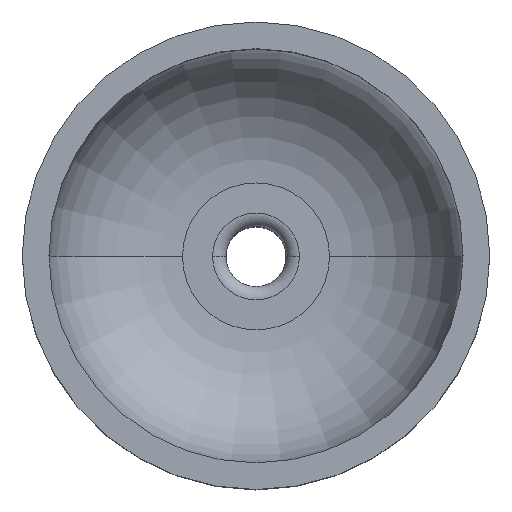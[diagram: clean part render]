
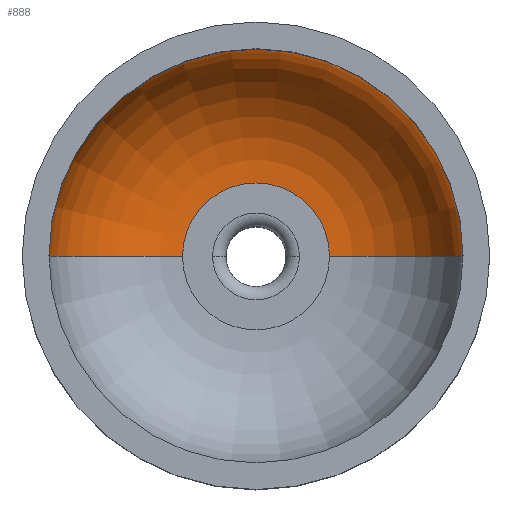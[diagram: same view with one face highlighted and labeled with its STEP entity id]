
A CAD part, top view. The second image highlights one B-rep face of the part: STEP entity #888.
In plain terms, the highlighted toroidal (fillet/blend) face has major radius 5.5 mm and minor radius 10 mm.
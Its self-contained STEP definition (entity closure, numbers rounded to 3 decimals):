
#5 = DIRECTION ( 'NONE',  ( 1., 0., 0. ) ) ;
#114 = AXIS2_PLACEMENT_3D ( 'NONE', #737, #583, #744 ) ;
#139 = CIRCLE ( 'NONE', #855, 10. ) ;
#159 = ORIENTED_EDGE ( 'NONE', *, *, #599, .F. ) ;
#184 = DIRECTION ( 'NONE',  ( 0., -1., 0. ) ) ;
#204 = VERTEX_POINT ( 'NONE', #627 ) ;
#251 = ORIENTED_EDGE ( 'NONE', *, *, #1014, .T. ) ;
#263 = DIRECTION ( 'NONE',  ( 0., 0., -1. ) ) ;
#268 = CARTESIAN_POINT ( 'NONE',  ( 15.5, 0., 11.107 ) ) ;
#292 = TOROIDAL_SURFACE ( 'NONE', #683, 5.5, 10. ) ;
#301 = CIRCLE ( 'NONE', #114, 5.5 ) ;
#357 = VERTEX_POINT ( 'NONE', #516 ) ;
#374 = CARTESIAN_POINT ( 'NONE',  ( 0., 0., 11.107 ) ) ;
#394 = EDGE_CURVE ( 'NONE', #357, #926, #880, .T. ) ;
#446 = EDGE_CURVE ( 'NONE', #357, #204, #301, .T. ) ;
#465 = EDGE_LOOP ( 'NONE', ( #159, #544, #846, #251 ) ) ;
#516 = CARTESIAN_POINT ( 'NONE',  ( 5.5, 0., 1.107 ) ) ;
#544 = ORIENTED_EDGE ( 'NONE', *, *, #446, .F. ) ;
#554 = CARTESIAN_POINT ( 'NONE',  ( -5.5, 0., 11.107 ) ) ;
#578 = CARTESIAN_POINT ( 'NONE',  ( 5.5, 0., 11.107 ) ) ;
#583 = DIRECTION ( 'NONE',  ( 0., 0., 1. ) ) ;
#599 = EDGE_CURVE ( 'NONE', #204, #796, #139, .T. ) ;
#627 = CARTESIAN_POINT ( 'NONE',  ( -5.5, 0., 1.107 ) ) ;
#683 = AXIS2_PLACEMENT_3D ( 'NONE', #374, #778, #1013 ) ;
#705 = DIRECTION ( 'NONE',  ( 0., 0., 1. ) ) ;
#731 = CIRCLE ( 'NONE', #768, 15.5 ) ;
#737 = CARTESIAN_POINT ( 'NONE',  ( 0., 0., 1.107 ) ) ;
#744 = DIRECTION ( 'NONE',  ( 1., 0., 0. ) ) ;
#768 = AXIS2_PLACEMENT_3D ( 'NONE', #787, #705, #5 ) ;
#778 = DIRECTION ( 'NONE',  ( 0., 0., 1. ) ) ;
#787 = CARTESIAN_POINT ( 'NONE',  ( 0., 0., 11.107 ) ) ;
#794 = DIRECTION ( 'NONE',  ( 0., 1., 0. ) ) ;
#796 = VERTEX_POINT ( 'NONE', #923 ) ;
#828 = AXIS2_PLACEMENT_3D ( 'NONE', #578, #184, #263 ) ;
#846 = ORIENTED_EDGE ( 'NONE', *, *, #394, .T. ) ;
#855 = AXIS2_PLACEMENT_3D ( 'NONE', #554, #794, #965 ) ;
#880 = CIRCLE ( 'NONE', #828, 10. ) ;
#888 = ADVANCED_FACE ( 'NONE', ( #1004 ), #292, .F. ) ;
#923 = CARTESIAN_POINT ( 'NONE',  ( -15.5, 0., 11.107 ) ) ;
#926 = VERTEX_POINT ( 'NONE', #268 ) ;
#965 = DIRECTION ( 'NONE',  ( -1., 0., 0. ) ) ;
#1004 = FACE_OUTER_BOUND ( 'NONE', #465, .T. ) ;
#1013 = DIRECTION ( 'NONE',  ( 1., 0., 0. ) ) ;
#1014 = EDGE_CURVE ( 'NONE', #926, #796, #731, .T. ) ;
